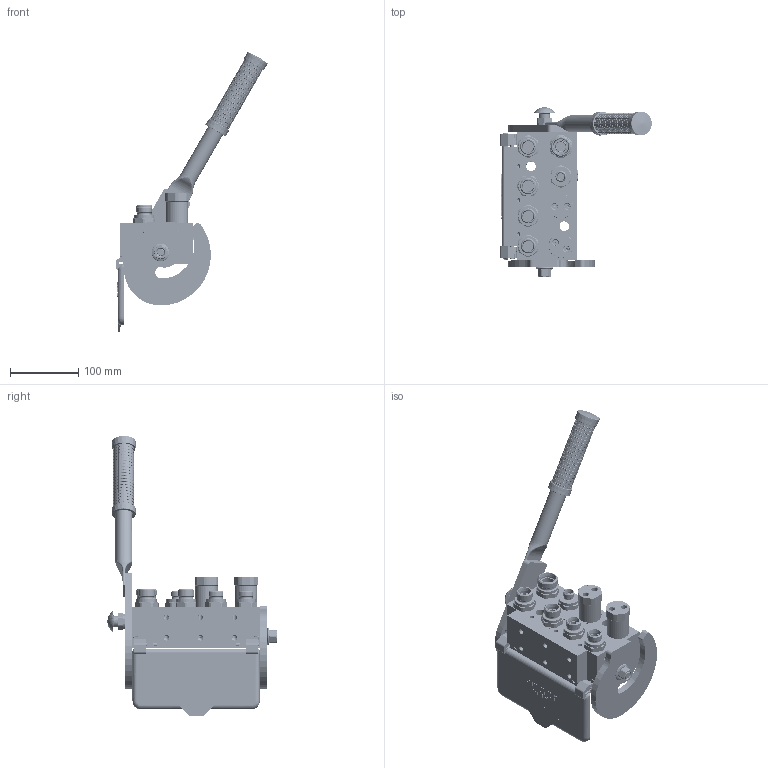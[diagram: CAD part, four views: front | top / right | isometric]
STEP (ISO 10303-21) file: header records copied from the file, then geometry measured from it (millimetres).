
FILE_DESCRIPTION (( 'STEP AP214' ), '1' );
FILE_NAME ('FASTER.step', '2023-01-24T13:31:25', ( '' ), ( '' ), 'SwSTEP 2.0', 'SolidWorks 2017', '' );
FILE_SCHEMA (( 'AUTOMOTIVE_DESIGN' ));
Length unit declared in the file: millimetre
Products named in the file (46): 4850_024_0000_000; 4850_024_0000_021; ET011-ET007; 4830_025_0000_001; 4340_014_0000_000; 2ffnb12-2_16_f; 2ffnb12-3_24_f; 4850_024_0000_012; A_2ffnb12-2_16_f; 0048_042_0412_000; et011; 4830_025_2000_000; 2ffngs12_aa_f; 4830_001_0004_000; 4850_024_0000_000_ASM; A_2ffngs12_aa_f; 2p808-7-29; FASTER; or1_5x7_m; 4850_024_0000_020; A_2ffnb12-2_22_f; 2ffnb12-2_302f; A_2ffnb12-2_302f; 4850_024_2000_011; 4830_070_0000_001; curs_molla_12; 4830_001_0005_300; et007; 2ffnb12-2_22_f; 4850_001_0001_005; 4830_001_0005_301; 4142_072_1000_300; sicura_p5; 4830_022_0000_011; 4850_024_0000_010; 4830_025_1000_000; P808_F_BASE; A_2ffnb12-3_24_f; 4850_020_0000_020; or2_62x17_86 ...
Assembly tree (54 placements, depth 5):
  FASTER
    P808_F_BASE
      4850_020_0000_020
      4850_001_0001_005
      4830_001_0004_000  x2
      4830_001_0005_300
      4830_001_0005_301
    A_2ffnb12-3_24_f  x2
      curs_molla_12
        4340_014_0000_000
        4142_072_1000_300
      2ffnb12-3_24_f
        2ffnb12-3_24_f
    A_2ffnb12-2_22_f  x2
      curs_molla_12
        4340_014_0000_000
        4142_072_1000_300
      2ffnb12-2_22_f
        2ffnb12-2_22_f
    A_2ffnb12-2_302f
      curs_molla_12
        4340_014_0000_000
        4142_072_1000_300
      2ffnb12-2_302f
        2ffnb12-2_302f
    A_2ffnb12-2_16_f
      curs_molla_12
        4340_014_0000_000
        4142_072_1000_300
      2ffnb12-2_16_f
        2ffnb12-2_16_f
    A_2ffngs12_aa_f  x2
      curs_molla_12
        4340_014_0000_000
        4142_072_1000_300
      2ffngs12_aa_f
        2ffngs12_aa_f
    4850_024_0000_000
      2p808-7-29
        4850_024_0000_000_ASM
          4850_024_0000_010
          4850_024_2000_011
          4850_024_0000_021
        sicura_p5
          4830_025_0000_001
          or1_5x7_m
          0048_042_0412_000
        4850_024_0000_012
        4850_024_0000_020
        1540_080_0012_000
        4830_025_2000_000
        4830_025_1000_000
        4830_022_0000_011
        4830_070_0000_001
      or2_62x17_86  x2
    ET011-ET007
      et011
      et007
Bounding box: 222.95 x 248.93 x 411.91 mm (x, y, z)
Volume: 305282 mm3; surface area: 529990.8 mm2
Topology: 35 solids, 113 shells, 7608 faces, 20269 edges, 13028 vertices
Faces by surface type: plane 3561, cylinder 2132, cone 763, torus 718, bspline 357, sphere 77
Entity records: 282987 total; most frequent: CARTESIAN_POINT 112289, ORIENTED_EDGE 33706, DIRECTION 28947, EDGE_CURVE 17194, VERTEX_POINT 11134, VECTOR 10481, LINE 10481, AXIS2_PLACEMENT_3D 9233
